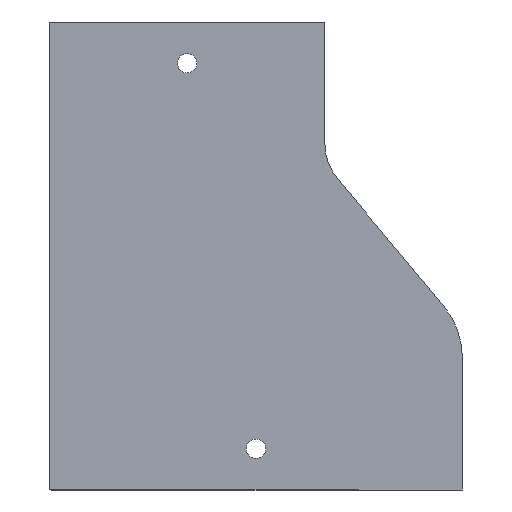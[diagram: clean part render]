
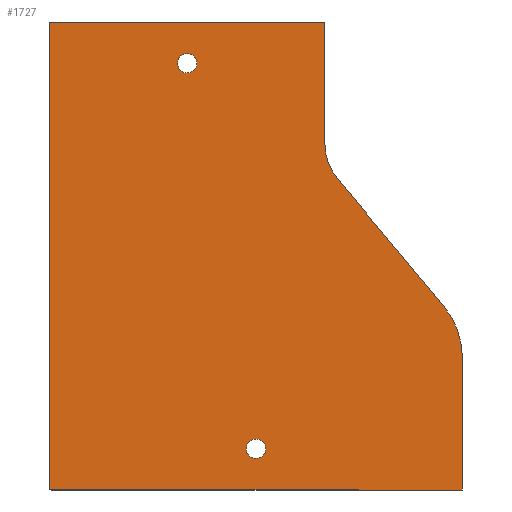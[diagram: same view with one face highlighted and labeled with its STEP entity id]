
A CAD part, front view. The second image highlights one B-rep face of the part: STEP entity #1727.
In plain terms, the highlighted planar face has unit normal (0, -1, 0).
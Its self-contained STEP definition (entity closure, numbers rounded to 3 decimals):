
#1 = FACE_BOUND ( 'NONE', #1638, .T. ) ;
#6 = FACE_BOUND ( 'NONE', #1590, .T. ) ;
#20 = LINE ( 'NONE', #676, #27 ) ;
#27 = VECTOR ( 'NONE', #714, 1000. ) ;
#68 = LINE ( 'NONE', #783, #71 ) ;
#71 = VECTOR ( 'NONE', #784, 1000. ) ;
#112 = LINE ( 'NONE', #827, #116 ) ;
#116 = VECTOR ( 'NONE', #828, 1000. ) ;
#121 = LINE ( 'NONE', #833, #125 ) ;
#125 = VECTOR ( 'NONE', #834, 1000. ) ;
#161 = CIRCLE ( 'NONE', #185, 3.5 ) ;
#163 = LINE ( 'NONE', #859, #167 ) ;
#164 = CIRCLE ( 'NONE', #174, 30. ) ;
#165 = CIRCLE ( 'NONE', #183, 3.5 ) ;
#166 = CIRCLE ( 'NONE', #171, 20. ) ;
#167 = VECTOR ( 'NONE', #874, 1000. ) ;
#169 = LINE ( 'NONE', #867, #170 ) ;
#170 = VECTOR ( 'NONE', #875, 1000. ) ;
#171 = AXIS2_PLACEMENT_3D ( 'NONE', #881, #882, #883 ) ;
#174 = AXIS2_PLACEMENT_3D ( 'NONE', #878, #879, #880 ) ;
#183 = AXIS2_PLACEMENT_3D ( 'NONE', #871, #872, #873 ) ;
#185 = AXIS2_PLACEMENT_3D ( 'NONE', #868, #869, #870 ) ;
#196 = VERTEX_POINT ( 'NONE', #907 ) ;
#197 = VERTEX_POINT ( 'NONE', #908 ) ;
#340 = CARTESIAN_POINT ( 'NONE',  ( 104.636, 0., -56.942 ) ) ;
#341 = CARTESIAN_POINT ( 'NONE',  ( 150., 0., -122.241 ) ) ;
#351 = CARTESIAN_POINT ( 'NONE',  ( 0., 0., 0. ) ) ;
#395 = CARTESIAN_POINT ( 'NONE',  ( 100., 0., -44.139 ) ) ;
#410 = CARTESIAN_POINT ( 'NONE',  ( 100., 0., 0. ) ) ;
#474 = CARTESIAN_POINT ( 'NONE',  ( 0., 0., -170. ) ) ;
#487 = CARTESIAN_POINT ( 'NONE',  ( 143.047, 0., -103.035 ) ) ;
#525 = CARTESIAN_POINT ( 'NONE',  ( 150., 0., -170. ) ) ;
#676 = CARTESIAN_POINT ( 'NONE',  ( 100., 0., 0. ) ) ;
#693 = DIRECTION ( 'NONE',  ( 0., 0., 1. ) ) ;
#704 = PLANE ( 'NONE',  #1285 ) ;
#706 = CARTESIAN_POINT ( 'NONE',  ( -120., 0., -44.139 ) ) ;
#713 = DIRECTION ( 'NONE',  ( 0., 1., 0. ) ) ;
#714 = DIRECTION ( 'NONE',  ( 0., 0., 1. ) ) ;
#783 = CARTESIAN_POINT ( 'NONE',  ( 150., 0., -122.241 ) ) ;
#784 = DIRECTION ( 'NONE',  ( 0., 0., 1. ) ) ;
#827 = CARTESIAN_POINT ( 'NONE',  ( -100., 0., 0. ) ) ;
#828 = DIRECTION ( 'NONE',  ( 1., 0., 0. ) ) ;
#833 = CARTESIAN_POINT ( 'NONE',  ( -150., 0., -170. ) ) ;
#834 = DIRECTION ( 'NONE',  ( -1., 0., 0. ) ) ;
#859 = CARTESIAN_POINT ( 'NONE',  ( 0., 0., 0. ) ) ;
#867 = CARTESIAN_POINT ( 'NONE',  ( 104.636, 0., -56.942 ) ) ;
#868 = CARTESIAN_POINT ( 'NONE',  ( 75., 0., -155. ) ) ;
#869 = DIRECTION ( 'NONE',  ( 0., -1., 0. ) ) ;
#870 = DIRECTION ( 'NONE',  ( 0., 0., -1. ) ) ;
#871 = CARTESIAN_POINT ( 'NONE',  ( 50., 0., -15. ) ) ;
#872 = DIRECTION ( 'NONE',  ( 0., -1., 0. ) ) ;
#873 = DIRECTION ( 'NONE',  ( 0., 0., -1. ) ) ;
#874 = DIRECTION ( 'NONE',  ( 0., 0., 1. ) ) ;
#875 = DIRECTION ( 'NONE',  ( -0.64, 0., 0.768 ) ) ;
#878 = CARTESIAN_POINT ( 'NONE',  ( 120., 0., -122.241 ) ) ;
#879 = DIRECTION ( 'NONE',  ( 0., -1., 0. ) ) ;
#880 = DIRECTION ( 'NONE',  ( 0., 0., 1. ) ) ;
#881 = CARTESIAN_POINT ( 'NONE',  ( 120., 0., -44.139 ) ) ;
#882 = DIRECTION ( 'NONE',  ( 0., 1., 0. ) ) ;
#883 = DIRECTION ( 'NONE',  ( 0., 0., 1. ) ) ;
#907 = CARTESIAN_POINT ( 'NONE',  ( 75., 0., -158.5 ) ) ;
#908 = CARTESIAN_POINT ( 'NONE',  ( 50., 0., -18.5 ) ) ;
#1224 = FACE_OUTER_BOUND ( 'NONE', #1653, .T. ) ;
#1285 = AXIS2_PLACEMENT_3D ( 'NONE', #706, #713, #693 ) ;
#1397 = ORIENTED_EDGE ( 'NONE', *, *, #1742, .T. ) ;
#1398 = ORIENTED_EDGE ( 'NONE', *, *, #1814, .T. ) ;
#1399 = ORIENTED_EDGE ( 'NONE', *, *, #1813, .T. ) ;
#1400 = ORIENTED_EDGE ( 'NONE', *, *, #1812, .T. ) ;
#1401 = ORIENTED_EDGE ( 'NONE', *, *, #1768, .T. ) ;
#1402 = ORIENTED_EDGE ( 'NONE', *, *, #1793, .F. ) ;
#1403 = ORIENTED_EDGE ( 'NONE', *, *, #1811, .F. ) ;
#1404 = ORIENTED_EDGE ( 'NONE', *, *, #1790, .F. ) ;
#1405 = ORIENTED_EDGE ( 'NONE', *, *, #1810, .F. ) ;
#1406 = ORIENTED_EDGE ( 'NONE', *, *, #1809, .F. ) ;
#1442 = VERTEX_POINT ( 'NONE', #351 ) ;
#1443 = VERTEX_POINT ( 'NONE', #474 ) ;
#1455 = VERTEX_POINT ( 'NONE', #487 ) ;
#1462 = VERTEX_POINT ( 'NONE', #340 ) ;
#1463 = VERTEX_POINT ( 'NONE', #341 ) ;
#1543 = VERTEX_POINT ( 'NONE', #410 ) ;
#1553 = VERTEX_POINT ( 'NONE', #395 ) ;
#1566 = VERTEX_POINT ( 'NONE', #525 ) ;
#1590 = EDGE_LOOP ( 'NONE', ( #1405 ) ) ;
#1638 = EDGE_LOOP ( 'NONE', ( #1406 ) ) ;
#1653 = EDGE_LOOP ( 'NONE', ( #1404, #1403, #1402, #1401, #1400, #1399, #1398, #1397 ) ) ;
#1727 = ADVANCED_FACE ( 'NONE', ( #1, #6, #1224 ), #704, .F. ) ;
#1742 = EDGE_CURVE ( 'NONE', #1553, #1543, #20, .T. ) ;
#1768 = EDGE_CURVE ( 'NONE', #1566, #1463, #68, .T. ) ;
#1790 = EDGE_CURVE ( 'NONE', #1442, #1543, #112, .T. ) ;
#1793 = EDGE_CURVE ( 'NONE', #1566, #1443, #121, .T. ) ;
#1809 = EDGE_CURVE ( 'NONE', #196, #196, #161, .T. ) ;
#1810 = EDGE_CURVE ( 'NONE', #197, #197, #165, .T. ) ;
#1811 = EDGE_CURVE ( 'NONE', #1443, #1442, #163, .T. ) ;
#1812 = EDGE_CURVE ( 'NONE', #1463, #1455, #164, .T. ) ;
#1813 = EDGE_CURVE ( 'NONE', #1455, #1462, #169, .T. ) ;
#1814 = EDGE_CURVE ( 'NONE', #1462, #1553, #166, .T. ) ;
